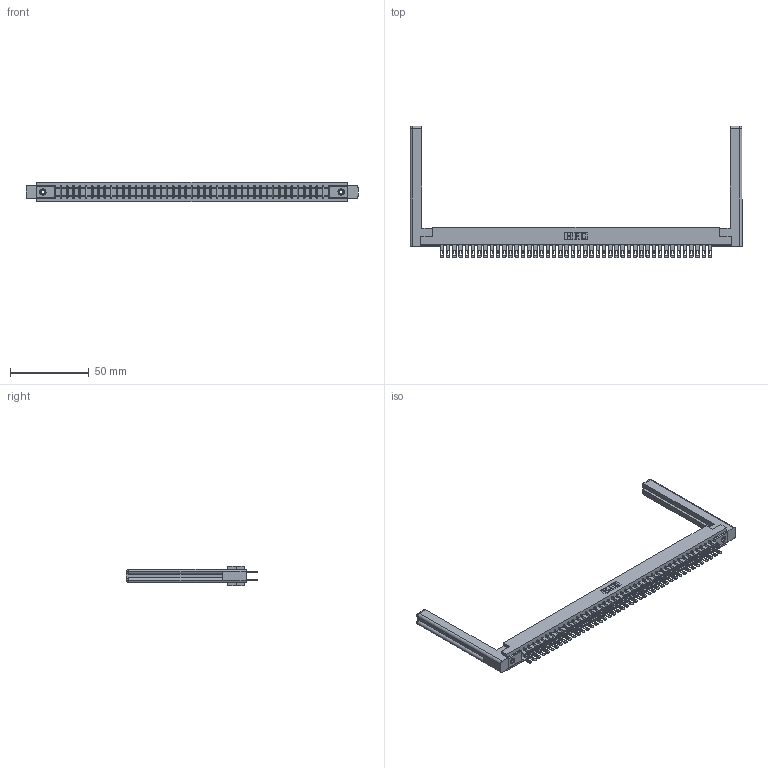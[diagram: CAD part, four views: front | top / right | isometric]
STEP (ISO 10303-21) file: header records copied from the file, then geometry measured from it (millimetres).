
FILE_DESCRIPTION (( 'STEP AP203' ), '1' );
FILE_NAME ('357-088-400-258.STEP', '2020-10-04T05:18:56', ( '' ), ( '' ), 'SwSTEP 2.0', 'SolidWorks 2020', '' );
FILE_SCHEMA (( 'CONFIG_CONTROL_DESIGN' ));
Length unit declared in the file: inch
Products named in the file (5): 307 Part_.156 Dia Mounting Holes; 307-290-001_500; 357-088-400-258; 345-250-001_345-250-001-102; 307-220-058
Assembly tree (93 placements, depth 2):
  357-088-400-258
    307 Part_.156 Dia Mounting Holes
    307-290-001_500  x88
    307-220-058  x2
    345-250-001_345-250-001-102  x2
Bounding box: 210.97 x 83.49 x 12.7 mm (x, y, z)
Volume: 29830.2 mm3; surface area: 34110 mm2
Topology: 93 solids, 93 shells, 4353 faces, 12117 edges, 7826 vertices
Faces by surface type: plane 2794, cylinder 1445, sphere 90, torus 12, cone 12
Entity records: 41489 total; most frequent: CARTESIAN_POINT 6803, ORIENTED_EDGE 6684, DIRECTION 6622, EDGE_CURVE 3342, LINE 2560, VECTOR 2560, VERTEX_POINT 2158, AXIS2_PLACEMENT_3D 2031
